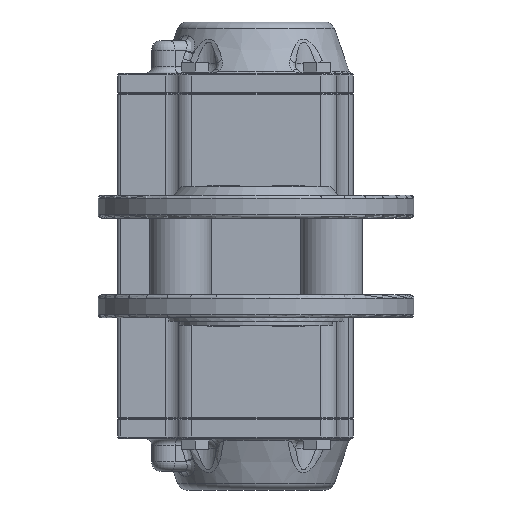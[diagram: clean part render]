
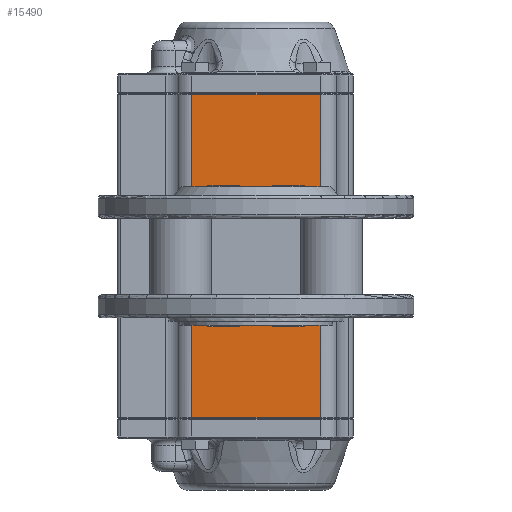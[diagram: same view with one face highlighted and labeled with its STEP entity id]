
A CAD part, front view. The second image highlights one B-rep face of the part: STEP entity #15490.
In plain terms, the highlighted planar face has unit normal (0, -1, 0).
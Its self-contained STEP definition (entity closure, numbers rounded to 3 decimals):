
#910=PLANE('',#16819);
#1443=LINE('',#25031,#2389);
#1444=LINE('',#25032,#2390);
#1445=LINE('',#25033,#2391);
#1446=LINE('',#25037,#2392);
#1448=LINE('',#25045,#2394);
#1449=LINE('',#25046,#2395);
#1482=LINE('',#25156,#2428);
#1483=LINE('',#25157,#2429);
#2389=VECTOR('',#19368,1000.);
#2390=VECTOR('',#19369,1000.);
#2391=VECTOR('',#19370,1000.);
#2392=VECTOR('',#19375,1000.);
#2394=VECTOR('',#19381,1000.);
#2395=VECTOR('',#19382,1000.);
#2428=VECTOR('',#19497,1000.);
#2429=VECTOR('',#19498,1000.);
#4343=ORIENTED_EDGE('',*,*,#8033,.F.);
#4344=ORIENTED_EDGE('',*,*,#8097,.T.);
#4345=ORIENTED_EDGE('',*,*,#8037,.T.);
#4346=ORIENTED_EDGE('',*,*,#7779,.F.);
#4347=ORIENTED_EDGE('',*,*,#8042,.T.);
#4348=ORIENTED_EDGE('',*,*,#7770,.F.);
#4349=ORIENTED_EDGE('',*,*,#8041,.T.);
#4350=ORIENTED_EDGE('',*,*,#8098,.T.);
#4351=ORIENTED_EDGE('',*,*,#8035,.F.);
#4352=ORIENTED_EDGE('',*,*,#7772,.F.);
#4353=ORIENTED_EDGE('',*,*,#8034,.F.);
#4354=ORIENTED_EDGE('',*,*,#7775,.F.);
#4355=ORIENTED_EDGE('',*,*,#7759,.T.);
#4356=ORIENTED_EDGE('',*,*,#7762,.F.);
#4357=ORIENTED_EDGE('',*,*,#7764,.F.);
#4358=ORIENTED_EDGE('',*,*,#7766,.F.);
#4359=ORIENTED_EDGE('',*,*,#7768,.F.);
#7759=EDGE_CURVE('',#9793,#9793,#11031,.T.);
#7762=EDGE_CURVE('',#9797,#9797,#11034,.T.);
#7764=EDGE_CURVE('',#9800,#9800,#11036,.T.);
#7766=EDGE_CURVE('',#9803,#9803,#11038,.T.);
#7768=EDGE_CURVE('',#9806,#9806,#11040,.T.);
#7770=EDGE_CURVE('',#9807,#9808,#11041,.T.);
#7772=EDGE_CURVE('',#9811,#9812,#11043,.T.);
#7775=EDGE_CURVE('',#9815,#9816,#11045,.T.);
#7779=EDGE_CURVE('',#9819,#9820,#11047,.T.);
#8033=EDGE_CURVE('',#10020,#9815,#1443,.T.);
#8034=EDGE_CURVE('',#9816,#9811,#1444,.T.);
#8035=EDGE_CURVE('',#9812,#10021,#1445,.T.);
#8037=EDGE_CURVE('',#10022,#9820,#1446,.T.);
#8041=EDGE_CURVE('',#9807,#10025,#1448,.T.);
#8042=EDGE_CURVE('',#9819,#9808,#1449,.T.);
#8097=EDGE_CURVE('',#10020,#10022,#1482,.T.);
#8098=EDGE_CURVE('',#10025,#10021,#1483,.T.);
#9793=VERTEX_POINT('',#24009);
#9797=VERTEX_POINT('',#24018);
#9800=VERTEX_POINT('',#24025);
#9803=VERTEX_POINT('',#24032);
#9806=VERTEX_POINT('',#24039);
#9807=VERTEX_POINT('',#24046);
#9808=VERTEX_POINT('',#24047);
#9811=VERTEX_POINT('',#24055);
#9812=VERTEX_POINT('',#24056);
#9815=VERTEX_POINT('',#24068);
#9816=VERTEX_POINT('',#24069);
#9819=VERTEX_POINT('',#24085);
#9820=VERTEX_POINT('',#24086);
#10020=VERTEX_POINT('',#25030);
#10021=VERTEX_POINT('',#25034);
#10022=VERTEX_POINT('',#25038);
#10025=VERTEX_POINT('',#25044);
#11031=CIRCLE('',#16558,12.1);
#11034=CIRCLE('',#16563,2.1);
#11036=CIRCLE('',#16567,2.1);
#11038=CIRCLE('',#16571,2.1);
#11040=CIRCLE('',#16575,2.1);
#11041=CIRCLE('',#16577,2.5);
#11043=CIRCLE('',#16581,2.5);
#11045=CIRCLE('',#16585,2.5);
#11047=CIRCLE('',#16589,2.5);
#12052=EDGE_LOOP('',(#4343,#4344,#4345,#4346,#4347,#4348,#4349,#4350,#4351,
#4352,#4353,#4354));
#12053=EDGE_LOOP('',(#4355));
#12054=EDGE_LOOP('',(#4356));
#12055=EDGE_LOOP('',(#4357));
#12056=EDGE_LOOP('',(#4358));
#12057=EDGE_LOOP('',(#4359));
#13188=FACE_BOUND('',#12052,.T.);
#13189=FACE_BOUND('',#12053,.T.);
#13190=FACE_BOUND('',#12054,.T.);
#13191=FACE_BOUND('',#12055,.T.);
#13192=FACE_BOUND('',#12056,.T.);
#13193=FACE_BOUND('',#12057,.T.);
#15490=ADVANCED_FACE('',(#13188,#13189,#13190,#13191,#13192,#13193),#910,
 .F.);
#16558=AXIS2_PLACEMENT_3D('',#24008,#18846,#18847);
#16563=AXIS2_PLACEMENT_3D('',#24017,#18856,#18857);
#16567=AXIS2_PLACEMENT_3D('',#24024,#18864,#18865);
#16571=AXIS2_PLACEMENT_3D('',#24031,#18872,#18873);
#16575=AXIS2_PLACEMENT_3D('',#24038,#18880,#18881);
#16577=AXIS2_PLACEMENT_3D('',#24048,#18884,#18885);
#16581=AXIS2_PLACEMENT_3D('',#24054,#18892,#18893);
#16585=AXIS2_PLACEMENT_3D('',#24067,#18900,#18901);
#16589=AXIS2_PLACEMENT_3D('',#24087,#18908,#18909);
#16819=AXIS2_PLACEMENT_3D('',#25155,#19495,#19496);
#18846=DIRECTION('',(0.,1.,0.));
#18847=DIRECTION('',(0.,0.,1.));
#18856=DIRECTION('',(0.,-1.,0.));
#18857=DIRECTION('',(0.,0.,-1.));
#18864=DIRECTION('',(0.,-1.,0.));
#18865=DIRECTION('',(0.,0.,-1.));
#18872=DIRECTION('',(0.,-1.,0.));
#18873=DIRECTION('',(0.,0.,-1.));
#18880=DIRECTION('',(0.,-1.,0.));
#18881=DIRECTION('',(0.,0.,-1.));
#18884=DIRECTION('',(0.,-1.,0.));
#18885=DIRECTION('',(0.,0.,-1.));
#18892=DIRECTION('',(0.,-1.,0.));
#18893=DIRECTION('',(0.,0.,-1.));
#18900=DIRECTION('',(0.,-1.,0.));
#18901=DIRECTION('',(0.,0.,-1.));
#18908=DIRECTION('',(0.,-1.,0.));
#18909=DIRECTION('',(0.,0.,-1.));
#19368=DIRECTION('',(0.,0.,-1.));
#19369=DIRECTION('',(0.,0.,-1.));
#19370=DIRECTION('',(0.,0.,-1.));
#19375=DIRECTION('',(0.,0.,-1.));
#19381=DIRECTION('',(0.,0.,-1.));
#19382=DIRECTION('',(0.,0.,-1.));
#19495=DIRECTION('',(0.,1.,0.));
#19496=DIRECTION('',(1.,0.,0.));
#19497=DIRECTION('',(-1.,0.,0.));
#19498=DIRECTION('',(1.,0.,0.));
#24008=CARTESIAN_POINT('',(0.,-35.,0.));
#24009=CARTESIAN_POINT('',(0.,-35.,12.1));
#24017=CARTESIAN_POINT('',(-12.728,-35.,-12.728));
#24018=CARTESIAN_POINT('',(-12.728,-35.,-14.828));
#24024=CARTESIAN_POINT('',(12.728,-35.,-12.728));
#24025=CARTESIAN_POINT('',(12.728,-35.,-14.828));
#24031=CARTESIAN_POINT('',(12.728,-35.,12.728));
#24032=CARTESIAN_POINT('',(12.728,-35.,10.628));
#24038=CARTESIAN_POINT('',(-12.728,-35.,12.728));
#24039=CARTESIAN_POINT('',(-12.728,-35.,10.628));
#24046=CARTESIAN_POINT('',(-19.5,-35.,-19.389));
#24047=CARTESIAN_POINT('',(-19.5,-35.,-15.966));
#24048=CARTESIAN_POINT('',(-17.678,-35.,-17.678));
#24054=CARTESIAN_POINT('',(17.678,-35.,-17.678));
#24055=CARTESIAN_POINT('',(19.5,-35.,-15.966));
#24056=CARTESIAN_POINT('',(19.5,-35.,-19.389));
#24067=CARTESIAN_POINT('',(17.678,-35.,17.678));
#24068=CARTESIAN_POINT('',(19.5,-35.,19.389));
#24069=CARTESIAN_POINT('',(19.5,-35.,15.966));
#24085=CARTESIAN_POINT('',(-19.5,-35.,15.966));
#24086=CARTESIAN_POINT('',(-19.5,-35.,19.389));
#24087=CARTESIAN_POINT('',(-17.678,-35.,17.678));
#25030=CARTESIAN_POINT('',(19.5,-35.,49.2));
#25031=CARTESIAN_POINT('',(19.5,-35.,49.5));
#25032=CARTESIAN_POINT('',(19.5,-35.,49.5));
#25033=CARTESIAN_POINT('',(19.5,-35.,49.5));
#25034=CARTESIAN_POINT('',(19.5,-35.,-49.2));
#25037=CARTESIAN_POINT('',(-19.5,-35.,49.5));
#25038=CARTESIAN_POINT('',(-19.5,-35.,49.2));
#25044=CARTESIAN_POINT('',(-19.5,-35.,-49.2));
#25045=CARTESIAN_POINT('',(-19.5,-35.,49.5));
#25046=CARTESIAN_POINT('',(-19.5,-35.,49.5));
#25155=CARTESIAN_POINT('',(-19.5,-35.,49.5));
#25156=CARTESIAN_POINT('',(-19.5,-35.,49.2));
#25157=CARTESIAN_POINT('',(-19.5,-35.,-49.2));
